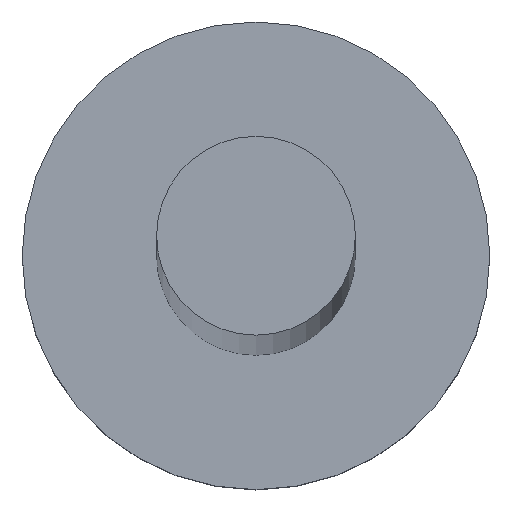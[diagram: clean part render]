
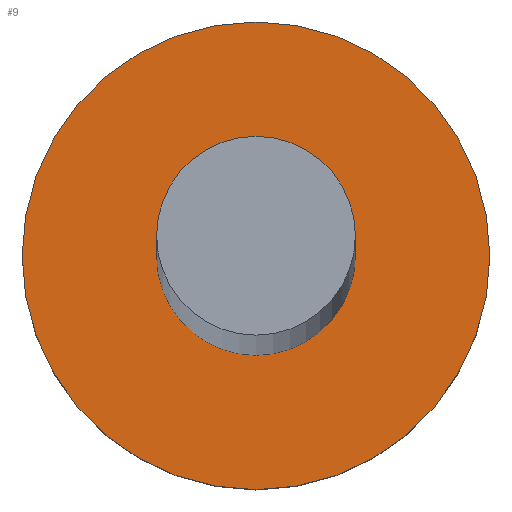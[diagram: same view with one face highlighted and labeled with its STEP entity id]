
A CAD part, top view. The second image highlights one B-rep face of the part: STEP entity #9.
In plain terms, the highlighted planar face has unit normal (0, 0, 1).
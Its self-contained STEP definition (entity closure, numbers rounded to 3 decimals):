
#1 = VERTEX_POINT ( 'NONE', #88 ) ;
#9 = ADVANCED_FACE ( 'NONE', ( #111, #89 ), #147, .T. ) ;
#21 = ORIENTED_EDGE ( 'NONE', *, *, #236, .F. ) ;
#34 = CIRCLE ( 'NONE', #163, 0.85 ) ;
#46 = VERTEX_POINT ( 'NONE', #58 ) ;
#56 = CIRCLE ( 'NONE', #155, 0.85 ) ;
#58 = CARTESIAN_POINT ( 'NONE',  ( 2., 0., 1.5 ) ) ;
#64 = EDGE_CURVE ( 'NONE', #215, #46, #127, .T. ) ;
#65 = EDGE_CURVE ( 'NONE', #1, #154, #34, .T. ) ;
#68 = CIRCLE ( 'NONE', #234, 2. ) ;
#72 = EDGE_LOOP ( 'NONE', ( #187, #209 ) ) ;
#78 = DIRECTION ( 'NONE',  ( 1., 0., 0. ) ) ;
#79 = CARTESIAN_POINT ( 'NONE',  ( 0.85, 0., 1.5 ) ) ;
#88 = CARTESIAN_POINT ( 'NONE',  ( -0.85, 0., 1.5 ) ) ;
#89 = FACE_OUTER_BOUND ( 'NONE', #72, .T. ) ;
#92 = DIRECTION ( 'NONE',  ( 1., 0., 0. ) ) ;
#100 = DIRECTION ( 'NONE',  ( 0., 0., 1. ) ) ;
#104 = ORIENTED_EDGE ( 'NONE', *, *, #65, .F. ) ;
#105 = CARTESIAN_POINT ( 'NONE',  ( 0., 0., 1.5 ) ) ;
#111 = FACE_BOUND ( 'NONE', #190, .T. ) ;
#127 = CIRCLE ( 'NONE', #195, 2. ) ;
#130 = DIRECTION ( 'NONE',  ( 0., 0., 1. ) ) ;
#139 = CARTESIAN_POINT ( 'NONE',  ( 0., 0., 1.5 ) ) ;
#141 = DIRECTION ( 'NONE',  ( 1., 0., 0. ) ) ;
#147 = PLANE ( 'NONE',  #238 ) ;
#154 = VERTEX_POINT ( 'NONE', #79 ) ;
#155 = AXIS2_PLACEMENT_3D ( 'NONE', #139, #174, #78 ) ;
#163 = AXIS2_PLACEMENT_3D ( 'NONE', #169, #130, #239 ) ;
#164 = EDGE_CURVE ( 'NONE', #46, #215, #68, .T. ) ;
#165 = DIRECTION ( 'NONE',  ( 0., 0., 1. ) ) ;
#169 = CARTESIAN_POINT ( 'NONE',  ( 0., 0., 1.5 ) ) ;
#172 = CARTESIAN_POINT ( 'NONE',  ( 0., 0., 1.5 ) ) ;
#174 = DIRECTION ( 'NONE',  ( 0., 0., 1. ) ) ;
#183 = CARTESIAN_POINT ( 'NONE',  ( 0., 0., 1.5 ) ) ;
#187 = ORIENTED_EDGE ( 'NONE', *, *, #64, .T. ) ;
#190 = EDGE_LOOP ( 'NONE', ( #104, #21 ) ) ;
#195 = AXIS2_PLACEMENT_3D ( 'NONE', #172, #100, #206 ) ;
#206 = DIRECTION ( 'NONE',  ( 1., 0., 0. ) ) ;
#209 = ORIENTED_EDGE ( 'NONE', *, *, #164, .T. ) ;
#215 = VERTEX_POINT ( 'NONE', #251 ) ;
#234 = AXIS2_PLACEMENT_3D ( 'NONE', #105, #247, #141 ) ;
#236 = EDGE_CURVE ( 'NONE', #154, #1, #56, .T. ) ;
#238 = AXIS2_PLACEMENT_3D ( 'NONE', #183, #165, #92 ) ;
#239 = DIRECTION ( 'NONE',  ( 1., 0., 0. ) ) ;
#247 = DIRECTION ( 'NONE',  ( 0., 0., 1. ) ) ;
#251 = CARTESIAN_POINT ( 'NONE',  ( -2., 0., 1.5 ) ) ;
